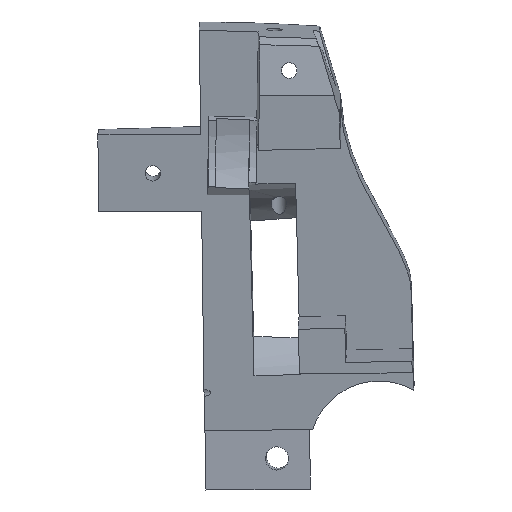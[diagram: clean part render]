
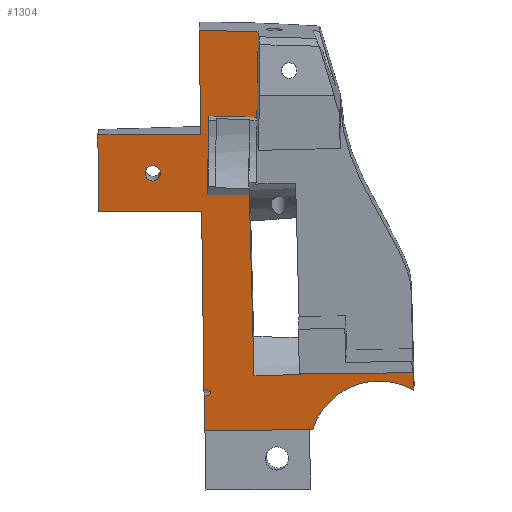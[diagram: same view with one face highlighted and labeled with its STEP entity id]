
A CAD part, front view. The second image highlights one B-rep face of the part: STEP entity #1304.
In plain terms, the highlighted planar face has unit normal (-0.01, -0.986, -0.168).
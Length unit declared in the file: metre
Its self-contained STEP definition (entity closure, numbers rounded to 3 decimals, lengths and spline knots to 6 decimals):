
#40=ELLIPSE('',#1389,0.006851,0.001);
#54=LINE('',#2098,#185);
#55=LINE('',#2103,#186);
#56=LINE('',#2105,#187);
#57=LINE('',#2109,#188);
#58=LINE('',#2111,#189);
#59=LINE('',#2113,#190);
#60=LINE('',#2115,#191);
#61=LINE('',#2117,#192);
#62=LINE('',#2119,#193);
#63=LINE('',#2121,#194);
#64=LINE('',#2123,#195);
#65=LINE('',#2125,#196);
#66=LINE('',#2127,#197);
#67=LINE('',#2129,#198);
#68=LINE('',#2131,#199);
#69=LINE('',#2133,#200);
#70=LINE('',#2135,#201);
#185=VECTOR('',#1505,1.);
#186=VECTOR('',#1508,1.);
#187=VECTOR('',#1509,1.);
#188=VECTOR('',#1512,1.);
#189=VECTOR('',#1513,1.);
#190=VECTOR('',#1514,1.);
#191=VECTOR('',#1515,1.);
#192=VECTOR('',#1516,1.);
#193=VECTOR('',#1517,1.);
#194=VECTOR('',#1518,1.);
#195=VECTOR('',#1519,1.);
#196=VECTOR('',#1520,1.);
#197=VECTOR('',#1521,1.);
#198=VECTOR('',#1522,1.);
#199=VECTOR('',#1523,1.);
#200=VECTOR('',#1524,1.);
#201=VECTOR('',#1525,1.);
#316=CIRCLE('',#1388,0.001);
#317=CIRCLE('',#1390,0.009);
#345=PLANE('',#1387);
#406=ORIENTED_EDGE('',*,*,#786,.F.);
#407=ORIENTED_EDGE('',*,*,#787,.F.);
#408=ORIENTED_EDGE('',*,*,#788,.T.);
#409=ORIENTED_EDGE('',*,*,#789,.F.);
#410=ORIENTED_EDGE('',*,*,#790,.T.);
#411=ORIENTED_EDGE('',*,*,#791,.F.);
#412=ORIENTED_EDGE('',*,*,#792,.F.);
#413=ORIENTED_EDGE('',*,*,#793,.T.);
#414=ORIENTED_EDGE('',*,*,#794,.F.);
#415=ORIENTED_EDGE('',*,*,#795,.F.);
#416=ORIENTED_EDGE('',*,*,#796,.F.);
#417=ORIENTED_EDGE('',*,*,#797,.T.);
#418=ORIENTED_EDGE('',*,*,#798,.F.);
#419=ORIENTED_EDGE('',*,*,#799,.F.);
#420=ORIENTED_EDGE('',*,*,#800,.T.);
#421=ORIENTED_EDGE('',*,*,#801,.F.);
#422=ORIENTED_EDGE('',*,*,#802,.F.);
#423=ORIENTED_EDGE('',*,*,#803,.F.);
#424=ORIENTED_EDGE('',*,*,#804,.F.);
#425=ORIENTED_EDGE('',*,*,#805,.F.);
#786=EDGE_CURVE('',#976,#976,#316,.F.);
#787=EDGE_CURVE('',#977,#978,#54,.T.);
#788=EDGE_CURVE('',#977,#979,#40,.T.);
#789=EDGE_CURVE('',#980,#979,#55,.T.);
#790=EDGE_CURVE('',#980,#981,#56,.T.);
#791=EDGE_CURVE('',#982,#981,#317,.T.);
#792=EDGE_CURVE('',#983,#982,#57,.T.);
#793=EDGE_CURVE('',#983,#984,#58,.T.);
#794=EDGE_CURVE('',#985,#984,#59,.T.);
#795=EDGE_CURVE('',#986,#985,#60,.T.);
#796=EDGE_CURVE('',#987,#986,#61,.T.);
#797=EDGE_CURVE('',#987,#988,#62,.T.);
#798=EDGE_CURVE('',#989,#988,#63,.T.);
#799=EDGE_CURVE('',#990,#989,#64,.T.);
#800=EDGE_CURVE('',#990,#991,#65,.T.);
#801=EDGE_CURVE('',#992,#991,#66,.T.);
#802=EDGE_CURVE('',#993,#992,#67,.T.);
#803=EDGE_CURVE('',#994,#993,#68,.T.);
#804=EDGE_CURVE('',#995,#994,#69,.T.);
#805=EDGE_CURVE('',#978,#995,#70,.T.);
#976=VERTEX_POINT('',#2097);
#977=VERTEX_POINT('',#2099);
#978=VERTEX_POINT('',#2100);
#979=VERTEX_POINT('',#2102);
#980=VERTEX_POINT('',#2104);
#981=VERTEX_POINT('',#2106);
#982=VERTEX_POINT('',#2108);
#983=VERTEX_POINT('',#2110);
#984=VERTEX_POINT('',#2112);
#985=VERTEX_POINT('',#2114);
#986=VERTEX_POINT('',#2116);
#987=VERTEX_POINT('',#2118);
#988=VERTEX_POINT('',#2120);
#989=VERTEX_POINT('',#2122);
#990=VERTEX_POINT('',#2124);
#991=VERTEX_POINT('',#2126);
#992=VERTEX_POINT('',#2128);
#993=VERTEX_POINT('',#2130);
#994=VERTEX_POINT('',#2132);
#995=VERTEX_POINT('',#2134);
#1114=EDGE_LOOP('',(#406));
#1115=EDGE_LOOP('',(#407,#408,#409,#410,#411,#412,#413,#414,#415,#416,#417,
#418,#419,#420,#421,#422,#423,#424,#425));
#1209=FACE_BOUND('',#1114,.T.);
#1210=FACE_BOUND('',#1115,.T.);
#1304=ADVANCED_FACE('',(#1209,#1210),#345,.F.);
#1387=AXIS2_PLACEMENT_3D('',#2095,#1501,#1502);
#1388=AXIS2_PLACEMENT_3D('',#2096,#1503,#1504);
#1389=AXIS2_PLACEMENT_3D('',#2101,#1506,#1507);
#1390=AXIS2_PLACEMENT_3D('',#2107,#1510,#1511);
#1501=DIRECTION('',(0.01,0.986,0.168));
#1502=DIRECTION('',(0.,-0.168,0.986));
#1503=DIRECTION('',(0.01,0.986,0.168));
#1504=DIRECTION('',(0.,-0.168,0.986));
#1505=DIRECTION('',(-0.013,-0.168,0.986));
#1506=DIRECTION('',(0.01,0.986,0.168));
#1507=DIRECTION('',(1.,-0.012,0.01));
#1508=DIRECTION('',(-0.013,-0.168,0.986));
#1509=DIRECTION('',(1.,-0.012,0.011));
#1510=DIRECTION('',(-0.01,-0.986,-0.168));
#1511=DIRECTION('',(0.,-0.168,0.986));
#1512=DIRECTION('',(0.025,0.168,-0.986));
#1513=DIRECTION('',(-1.,0.01,0.));
#1514=DIRECTION('',(-0.025,-0.168,0.986));
#1515=DIRECTION('',(1.,-0.014,0.023));
#1516=DIRECTION('',(0.025,0.168,-0.986));
#1517=DIRECTION('',(-1.,0.011,-0.002));
#1518=DIRECTION('',(-0.017,0.168,-0.986));
#1519=DIRECTION('',(-1.,0.006,0.025));
#1520=DIRECTION('',(0.017,-0.168,0.986));
#1521=DIRECTION('',(0.999,-0.005,-0.033));
#1522=DIRECTION('',(-0.013,-0.168,0.986));
#1523=DIRECTION('',(1.,-0.011,0.005));
#1524=DIRECTION('',(-0.006,-0.168,0.986));
#1525=DIRECTION('',(-1.,0.011,-0.005));
#2095=CARTESIAN_POINT('',(0.017076,0.011546,0.120884));
#2096=CARTESIAN_POINT('',(-0.012119,0.005778,0.156517));
#2097=CARTESIAN_POINT('',(-0.012119,0.00561,0.157503));
#2098=CARTESIAN_POINT('',(-0.005824,0.006539,0.151666));
#2099=CARTESIAN_POINT('',(-0.005526,0.010447,0.128713));
#2100=CARTESIAN_POINT('',(-0.005824,0.006539,0.151666));
#2101=CARTESIAN_POINT('',(-0.011473,0.010602,0.128163));
#2102=CARTESIAN_POINT('',(-0.005513,0.010613,0.127738));
#2103=CARTESIAN_POINT('',(-0.005824,0.006539,0.151666));
#2104=CARTESIAN_POINT('',(-0.005456,0.011359,0.123352));
#2105=CARTESIAN_POINT('',(0.017039,0.011082,0.123611));
#2106=CARTESIAN_POINT('',(0.008476,0.011187,0.123512));
#2107=CARTESIAN_POINT('',(0.017076,0.011546,0.120884));
#2108=CARTESIAN_POINT('',(0.021501,0.010185,0.128602));
#2109=CARTESIAN_POINT('',(0.021175,0.008031,0.141262));
#2110=CARTESIAN_POINT('',(0.021429,0.009711,0.131387));
#2111=CARTESIAN_POINT('',(0.021429,0.009711,0.131387));
#2112=CARTESIAN_POINT('',(0.006898,0.009862,0.131387));
#2113=CARTESIAN_POINT('',(0.007174,0.011688,0.120653));
#2114=CARTESIAN_POINT('',(0.006918,0.009997,0.130591));
#2115=CARTESIAN_POINT('',(0.006709,0.01,0.130586));
#2116=CARTESIAN_POINT('',(0.00092,0.010083,0.130452));
#2117=CARTESIAN_POINT('',(0.001176,0.011774,0.120513));
#2118=CARTESIAN_POINT('',(0.000321,0.006121,0.153746));
#2119=CARTESIAN_POINT('',(0.016963,0.005944,0.153773));
#2120=CARTESIAN_POINT('',(-0.005084,0.006178,0.153737));
#2121=CARTESIAN_POINT('',(-0.005643,0.01171,0.121304));
#2122=CARTESIAN_POINT('',(-0.004908,0.004445,0.163898));
#2123=CARTESIAN_POINT('',(0.018106,0.004306,0.163315));
#2124=CARTESIAN_POINT('',(0.001292,0.004408,0.163741));
#2125=CARTESIAN_POINT('',(0.001258,0.004747,0.161752));
#2126=CARTESIAN_POINT('',(0.00148,0.002535,0.174722));
#2127=CARTESIAN_POINT('',(0.009332,0.002497,0.174464));
#2128=CARTESIAN_POINT('',(-0.006126,0.002571,0.174973));
#2129=CARTESIAN_POINT('',(-0.006126,0.002571,0.174973));
#2130=CARTESIAN_POINT('',(-0.005952,0.004861,0.161524));
#2131=CARTESIAN_POINT('',(-0.019186,0.005008,0.161464));
#2132=CARTESIAN_POINT('',(-0.019186,0.005008,0.161464));
#2133=CARTESIAN_POINT('',(-0.019122,0.006687,0.151605));
#2134=CARTESIAN_POINT('',(-0.019122,0.006687,0.151605));
#2135=CARTESIAN_POINT('',(-0.005824,0.006539,0.151666));
